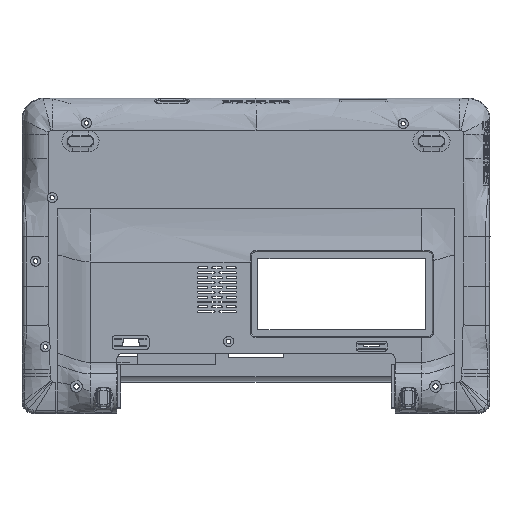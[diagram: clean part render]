
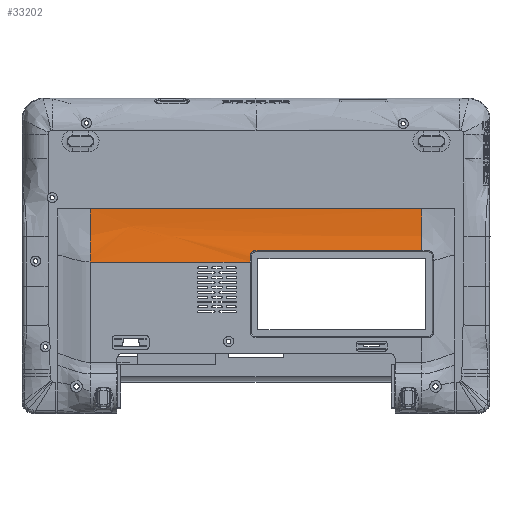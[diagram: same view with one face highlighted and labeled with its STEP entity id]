
A CAD part, front view. The second image highlights one B-rep face of the part: STEP entity #33202.
In plain terms, the highlighted face is a extrusion surface.
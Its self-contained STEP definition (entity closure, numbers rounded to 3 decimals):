
#8458=CARTESIAN_POINT('',(-3.,-18.044,
84.857));
#8459=CARTESIAN_POINT('',(-3.,-18.143,
84.001));
#8460=CARTESIAN_POINT('',(-3.,-18.2,
83.069));
#8461=CARTESIAN_POINT('',(-3.,-18.2,
82.));
#8463=DIRECTION('',(-1.,0.,0.));
#8464=VECTOR('',#8463,82.);
#8465=CARTESIAN_POINT('',(-3.,-18.2,
82.));
#8466=LINE('',#8465,#8464);
#8467=CARTESIAN_POINT('',(-85.,-18.2,82.));
#8468=CARTESIAN_POINT('',(-85.,-18.2,90.));
#8469=CARTESIAN_POINT('',(-85.,-15.,90.28));
#8470=CARTESIAN_POINT('',(-85.,-15.,109.28));
#8472=DIRECTION('',(1.,0.,0.));
#8473=VECTOR('',#8472,170.);
#8474=CARTESIAN_POINT('',(-85.,-15.,109.28));
#8475=LINE('',#8474,#8473);
#8476=DIRECTION('',(-1.,0.,0.));
#8477=VECTOR('',#8476,8.436);
#8478=CARTESIAN_POINT('',(85.,-17.489,87.915));
#8479=LINE('',#8478,#8477);
#8480=DIRECTION('',(-1.,0.,0.));
#8481=VECTOR('',#8480,76.564);
#8482=CARTESIAN_POINT('',(76.564,-17.489,87.915));
#8483=LINE('',#8482,#8481);
#8484=CARTESIAN_POINT('',(0.,-17.489,
87.915));
#8485=CARTESIAN_POINT('',(-0.323,-17.489,
87.912));
#8486=CARTESIAN_POINT('',(-0.933,-17.512,
87.816));
#8487=CARTESIAN_POINT('',(-1.778,-17.612,
87.384));
#8488=CARTESIAN_POINT('',(-2.448,-17.754,
86.717));
#8489=CARTESIAN_POINT('',(-2.895,-17.914,
85.841));
#8490=CARTESIAN_POINT('',(-2.995,-18.004,
85.204));
#8491=CARTESIAN_POINT('',(-3.,-18.044,
84.857));
#8524=CARTESIAN_POINT('',(85.,-17.489,87.915));
#8525=CARTESIAN_POINT('',(85.,-17.394,88.318));
#8526=CARTESIAN_POINT('',(85.,-17.112,89.444));
#8527=CARTESIAN_POINT('',(85.,-16.4,92.204));
#8528=CARTESIAN_POINT('',(85.,-15.4,97.37));
#8529=CARTESIAN_POINT('',(85.,-15.,104.53));
#8530=CARTESIAN_POINT('',(85.,-15.,109.28));
#19260=CARTESIAN_POINT('',(85.,-15.,109.28));
#19261=VERTEX_POINT('',#19260);
#19262=CARTESIAN_POINT('',(-85.,-15.,109.28));
#19263=VERTEX_POINT('',#19262);
#20323=CARTESIAN_POINT('',(-85.,-18.2,82.));
#20324=VERTEX_POINT('',#20323);
#20325=CARTESIAN_POINT('',(-3.,-18.2,
82.));
#20326=VERTEX_POINT('',#20325);
#21753=VERTEX_POINT('',#8458);
#21754=VERTEX_POINT('',#8524);
#21755=CARTESIAN_POINT('',(76.564,-17.489,
87.915));
#21756=CARTESIAN_POINT('',(0.,-17.489,
87.915));
#21757=VERTEX_POINT('',#21755);
#21758=VERTEX_POINT('',#21756);
#33178=CARTESIAN_POINT('',(0.,-18.199,81.724));
#33179=CARTESIAN_POINT('',(0.,-18.2,81.817));
#33180=CARTESIAN_POINT('',(0.,-18.237,90.036));
#33181=CARTESIAN_POINT('',(0.,-14.969,90.283));
#33182=CARTESIAN_POINT('',(0.,-15.,109.558));
#33184=DIRECTION('',(1.,0.,0.));
#33185=VECTOR('',#33184,1.);
#33186=SURFACE_OF_LINEAR_EXTRUSION('',#33183,#33185);
#33188=ORIENTED_EDGE('',*,*,#33187,.T.);
#33189=ORIENTED_EDGE('',*,*,#30809,.T.);
#33190=ORIENTED_EDGE('',*,*,#33172,.T.);
#33191=ORIENTED_EDGE('',*,*,#23196,.T.);
#33193=ORIENTED_EDGE('',*,*,#33192,.F.);
#33195=ORIENTED_EDGE('',*,*,#33194,.T.);
#33197=ORIENTED_EDGE('',*,*,#33196,.T.);
#33199=ORIENTED_EDGE('',*,*,#33198,.T.);
#33200=EDGE_LOOP('',(#33188,#33189,#33190,#33191,#33193,#33195,#33197,#33199));
#33201=FACE_OUTER_BOUND('',#33200,.F.);
#33202=ADVANCED_FACE('',(#33201),#33186,.F.);
#8462=B_SPLINE_CURVE_WITH_KNOTS('',3,(#8458,#8459,#8460,#8461),.UNSPECIFIED.,
.F.,.F.,(4,4),(0.,1.),.UNSPECIFIED.);
#8471=B_SPLINE_CURVE_WITH_KNOTS('',3,(#8467,#8468,#8469,#8470),.UNSPECIFIED.,
.F.,.F.,(4,4),(0.,1.),.UNSPECIFIED.);
#8492=B_SPLINE_CURVE_WITH_KNOTS('',3,(#8484,#8485,#8486,#8487,#8488,#8489,#8490,
#8491),.UNSPECIFIED.,.F.,.F.,(4,1,1,1,1,4),(0.,0.2,0.4,0.6,0.8,1.),
.UNSPECIFIED.);
#8531=B_SPLINE_CURVE_WITH_KNOTS('',3,(#8524,#8525,#8526,#8527,#8528,#8529,
#8530),.UNSPECIFIED.,.F.,.F.,(4,1,1,1,4),(0.,0.101,
0.281,0.64,1.),.UNSPECIFIED.);
#23196=EDGE_CURVE('',#19263,#19261,#8475,.T.);
#30809=EDGE_CURVE('',#20326,#20324,#8466,.T.);
#33172=EDGE_CURVE('',#20324,#19263,#8471,.T.);
#33183=B_SPLINE_CURVE_WITH_KNOTS('',3,(#33178,#33179,#33180,#33181,#33182),
.UNSPECIFIED.,.F.,.F.,(4,1,4),(0.,0.011,1.),.UNSPECIFIED.);
#33187=EDGE_CURVE('',#21753,#20326,#8462,.T.);
#33192=EDGE_CURVE('',#21754,#19261,#8531,.T.);
#33194=EDGE_CURVE('',#21754,#21757,#8479,.T.);
#33196=EDGE_CURVE('',#21757,#21758,#8483,.T.);
#33198=EDGE_CURVE('',#21758,#21753,#8492,.T.);
